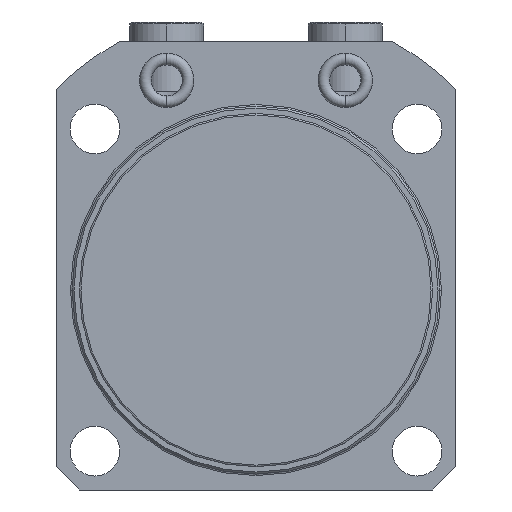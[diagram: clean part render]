
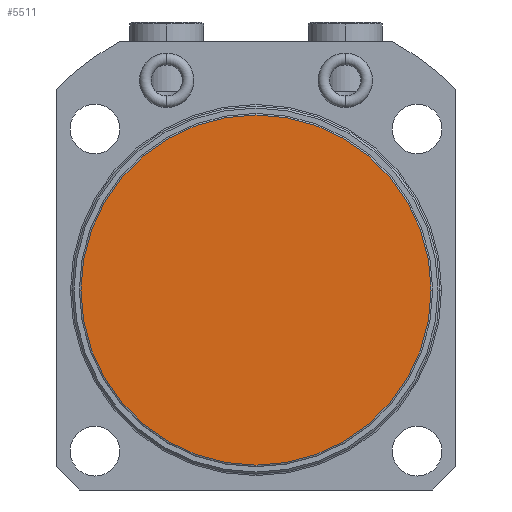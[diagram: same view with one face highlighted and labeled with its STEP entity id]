
A CAD part, front view. The second image highlights one B-rep face of the part: STEP entity #5511.
In plain terms, the highlighted planar face has unit normal (0, -1, 0).
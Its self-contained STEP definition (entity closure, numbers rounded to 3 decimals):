
#1949=CARTESIAN_POINT('',(0.,-97.5,0.));
#1950=DIRECTION('',(0.,-1.,0.));
#1951=DIRECTION('',(0.,0.,1.));
#1952=AXIS2_PLACEMENT_3D('',#1949,#1950,#1951);
#1957=CARTESIAN_POINT('',(0.,-97.5,0.));
#1958=DIRECTION('',(0.,-1.,0.));
#1959=DIRECTION('',(0.,0.,-1.));
#1960=AXIS2_PLACEMENT_3D('',#1957,#1958,#1959);
#4243=CARTESIAN_POINT('',(0.,-97.5,45.1));
#4244=CARTESIAN_POINT('',(0.,-97.5,-45.1));
#4245=VERTEX_POINT('',#4243);
#4246=VERTEX_POINT('',#4244);
#5501=CARTESIAN_POINT('',(0.,-97.5,0.));
#5502=DIRECTION('',(0.,-1.,0.));
#5503=DIRECTION('',(0.,0.,-1.));
#5504=AXIS2_PLACEMENT_3D('',#5501,#5502,#5503);
#5505=PLANE('',#5504);
#5507=ORIENTED_EDGE('',*,*,#5506,.F.);
#5508=ORIENTED_EDGE('',*,*,#5491,.F.);
#5509=EDGE_LOOP('',(#5507,#5508));
#5510=FACE_OUTER_BOUND('',#5509,.F.);
#5511=ADVANCED_FACE('',(#5510),#5505,.T.);
#1953=CIRCLE('',#1952,45.1);
#1961=CIRCLE('',#1960,45.1);
#5491=EDGE_CURVE('',#4246,#4245,#1961,.T.);
#5506=EDGE_CURVE('',#4245,#4246,#1953,.T.);
